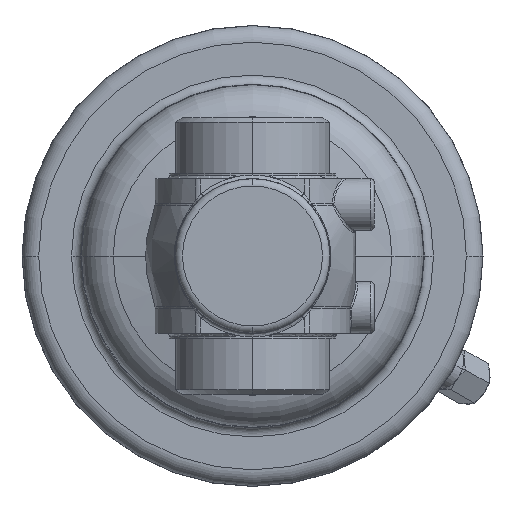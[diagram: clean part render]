
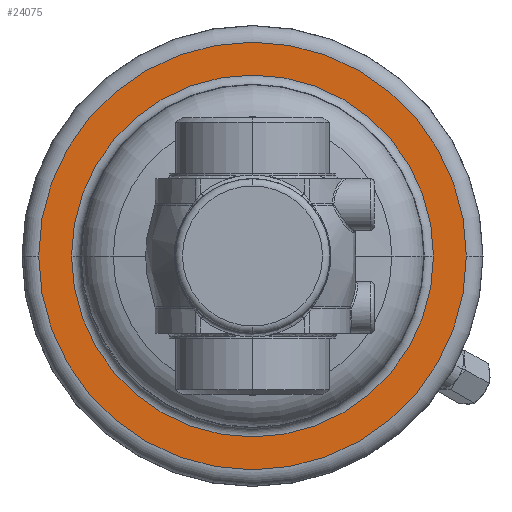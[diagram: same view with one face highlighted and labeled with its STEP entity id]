
A CAD part, left-side view. The second image highlights one B-rep face of the part: STEP entity #24075.
In plain terms, the highlighted planar face has unit normal (-1, 0, 0).
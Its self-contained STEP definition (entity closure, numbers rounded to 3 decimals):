
#1689=CARTESIAN_POINT('',(-2.5,0.,0.));
#1690=DIRECTION('',(1.,0.,0.));
#1691=DIRECTION('',(0.,1.,0.));
#1692=AXIS2_PLACEMENT_3D('',#1689,#1690,#1691);
#1694=CARTESIAN_POINT('',(-2.5,0.,0.));
#1695=DIRECTION('',(-1.,0.,0.));
#1696=DIRECTION('',(0.,1.,0.));
#1697=AXIS2_PLACEMENT_3D('',#1694,#1695,#1696);
#1709=CARTESIAN_POINT('',(-2.5,0.,0.));
#1710=DIRECTION('',(-1.,0.,0.));
#1711=DIRECTION('',(0.,1.,0.));
#1712=AXIS2_PLACEMENT_3D('',#1709,#1710,#1711);
#1714=CARTESIAN_POINT('',(-2.5,0.,0.));
#1715=DIRECTION('',(1.,0.,0.));
#1716=DIRECTION('',(0.,1.,0.));
#1717=AXIS2_PLACEMENT_3D('',#1714,#1715,#1716);
#19636=CARTESIAN_POINT('',(-2.5,58.05,0.));
#19638=VERTEX_POINT('',#19636);
#19639=CARTESIAN_POINT('',(-2.5,49.137,0.));
#19641=VERTEX_POINT('',#19639);
#19668=CARTESIAN_POINT('',(-2.5,-58.05,0.));
#19670=VERTEX_POINT('',#19668);
#19671=CARTESIAN_POINT('',(-2.5,-49.137,0.));
#19673=VERTEX_POINT('',#19671);
#24060=CARTESIAN_POINT('',(-2.5,0.,0.));
#24061=DIRECTION('',(1.,0.,0.));
#24062=DIRECTION('',(0.,-1.,0.));
#24063=AXIS2_PLACEMENT_3D('',#24060,#24061,#24062);
#24064=PLANE('',#24063);
#24065=ORIENTED_EDGE('',*,*,#24042,.T.);
#24066=ORIENTED_EDGE('',*,*,#24053,.F.);
#24067=EDGE_LOOP('',(#24065,#24066));
#24068=FACE_OUTER_BOUND('',#24067,.F.);
#24070=ORIENTED_EDGE('',*,*,#24069,.T.);
#24072=ORIENTED_EDGE('',*,*,#24071,.F.);
#24073=EDGE_LOOP('',(#24070,#24072));
#24074=FACE_BOUND('',#24073,.F.);
#24075=ADVANCED_FACE('',(#24068,#24074),#24064,.F.);
#1693=CIRCLE('',#1692,58.05);
#1698=CIRCLE('',#1697,58.05);
#1713=CIRCLE('',#1712,49.137);
#1718=CIRCLE('',#1717,49.137);
#24042=EDGE_CURVE('',#19638,#19670,#1693,.T.);
#24053=EDGE_CURVE('',#19638,#19670,#1698,.T.);
#24069=EDGE_CURVE('',#19641,#19673,#1713,.T.);
#24071=EDGE_CURVE('',#19641,#19673,#1718,.T.);
